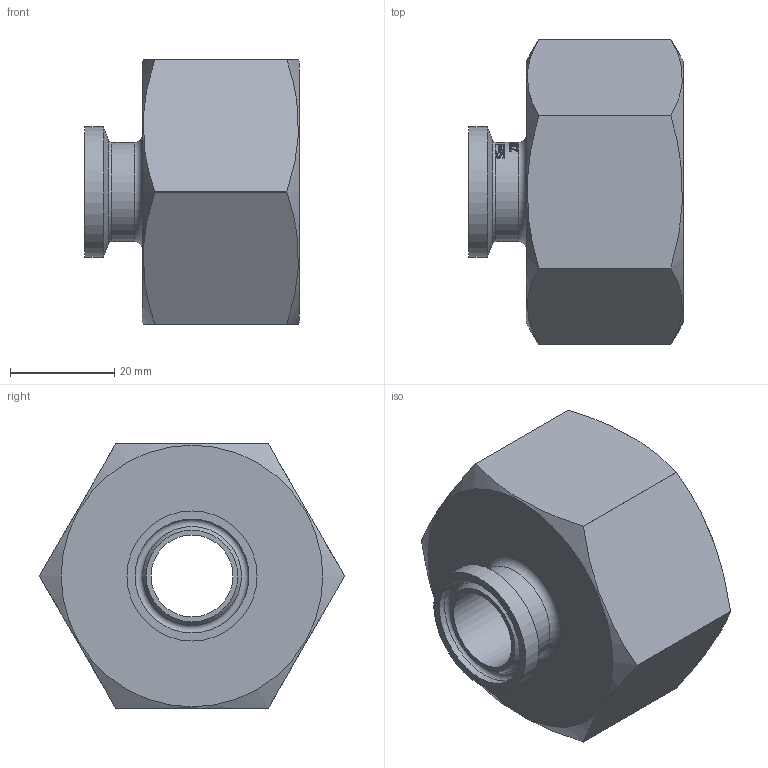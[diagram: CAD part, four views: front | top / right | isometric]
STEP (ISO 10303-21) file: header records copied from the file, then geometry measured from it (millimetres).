
FILE_DESCRIPTION(/* description */ (''),/* implementation_level */ '2;1');
FILE_NAME(/* name */ '22MP-.75X1.ipt.stp',/* time_stamp */ '2019-08-23T16:29:18-04:00',/* author */ ('Engineering'),/* organization */ (''),/* preprocessor_version */ 'ST-DEVELOPER v15.2',/* originating_system */ 'Autodesk Inventor 2014',/* authorisation */ '');
FILE_SCHEMA (('AUTOMOTIVE_DESIGN { 1 0 10303 214 3 1 1 }'));
Length unit declared in the file: inch
Products named in the file (1): 22MP-.75X1
Bounding box: 41.27 x 58.65 x 50.8 mm (x, y, z)
Volume: 50467.9 mm3; surface area: 13134.5 mm2
Topology: 1 solids, 1 shells, 383 faces, 1032 edges, 685 vertices
Faces by surface type: plane 167, bspline 163, cylinder 43, cone 7, torus 3
Full cylindrical faces by diameter (mm): 15.748 x1, 19.05 x1, 21.895 x1, 24.994 x1
Entity records: 14766 total; most frequent: CARTESIAN_POINT 6120, ORIENTED_EDGE 2026, DIRECTION 1334, EDGE_CURVE 1013, VERTEX_POINT 681, LINE 458, VECTOR 458, AXIS2_PLACEMENT_3D 438
